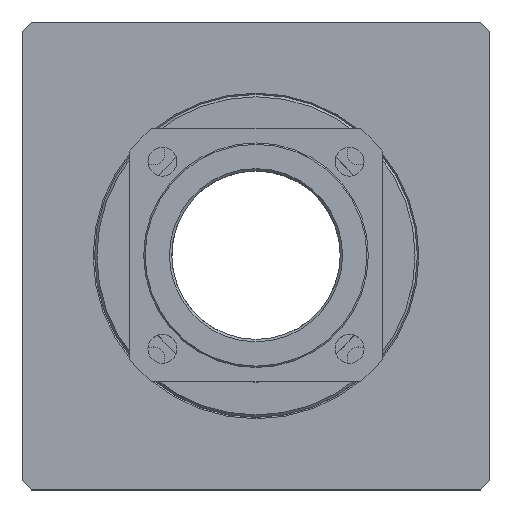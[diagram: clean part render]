
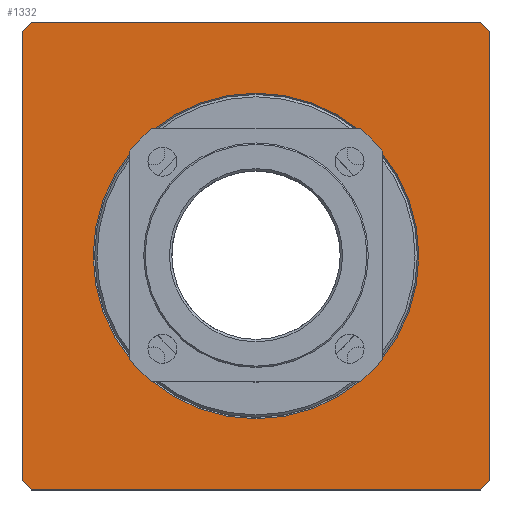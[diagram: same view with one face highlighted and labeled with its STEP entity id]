
A CAD part, top view. The second image highlights one B-rep face of the part: STEP entity #1332.
In plain terms, the highlighted planar face has unit normal (0, 0, 1).
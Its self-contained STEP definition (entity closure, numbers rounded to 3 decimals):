
#73=LINE($,#2428,#157);
#77=LINE($,#2436,#161);
#78=LINE($,#2438,#162);
#79=LINE($,#2440,#163);
#80=LINE($,#2442,#164);
#81=LINE($,#2444,#165);
#82=LINE($,#2446,#166);
#83=LINE($,#2447,#167);
#157=VECTOR($,#1782,2.828);
#161=VECTOR($,#1788,96.);
#162=VECTOR($,#1789,2.828);
#163=VECTOR($,#1790,96.);
#164=VECTOR($,#1791,2.828);
#165=VECTOR($,#1792,96.);
#166=VECTOR($,#1793,2.828);
#167=VECTOR($,#1794,96.);
#234=PLANE($,#1467);
#291=FACE_BOUND($,#466,.T.);
#352=FACE_OUTER_BOUND($,#465,.T.);
#465=EDGE_LOOP($,(#1117,#1118,#1119,#1120,#1121,#1122,#1123,#1124));
#466=EDGE_LOOP($,(#1125));
#543=CIRCLE($,#1468,34.8);
#650=VERTEX_POINT($,#2426);
#651=VERTEX_POINT($,#2427);
#654=VERTEX_POINT($,#2435);
#655=VERTEX_POINT($,#2437);
#656=VERTEX_POINT($,#2439);
#657=VERTEX_POINT($,#2441);
#658=VERTEX_POINT($,#2443);
#659=VERTEX_POINT($,#2445);
#660=VERTEX_POINT($,#2448);
#809=EDGE_CURVE($,#650,#651,#73,.T.);
#813=EDGE_CURVE($,#654,#650,#77,.T.);
#814=EDGE_CURVE($,#655,#654,#78,.T.);
#815=EDGE_CURVE($,#656,#655,#79,.T.);
#816=EDGE_CURVE($,#657,#656,#80,.T.);
#817=EDGE_CURVE($,#658,#657,#81,.T.);
#818=EDGE_CURVE($,#659,#658,#82,.T.);
#819=EDGE_CURVE($,#651,#659,#83,.T.);
#820=EDGE_CURVE($,#660,#660,#543,.T.);
#1117=ORIENTED_EDGE($,*,*,#809,.F.);
#1118=ORIENTED_EDGE($,*,*,#813,.F.);
#1119=ORIENTED_EDGE($,*,*,#814,.F.);
#1120=ORIENTED_EDGE($,*,*,#815,.F.);
#1121=ORIENTED_EDGE($,*,*,#816,.F.);
#1122=ORIENTED_EDGE($,*,*,#817,.F.);
#1123=ORIENTED_EDGE($,*,*,#818,.F.);
#1124=ORIENTED_EDGE($,*,*,#819,.F.);
#1125=ORIENTED_EDGE($,*,*,#820,.F.);
#1332=ADVANCED_FACE($,(#352,#291),#234,.T.);
#1467=AXIS2_PLACEMENT_3D($,#2434,#1786,#1787);
#1468=AXIS2_PLACEMENT_3D($,#2449,#1795,#1796);
#1782=DIRECTION($,(-0.707,0.707,0.));
#1786=DIRECTION('center_axis',(0.,0.,1.));
#1787=DIRECTION('ref_axis',(1.,0.,0.));
#1788=DIRECTION($,(-1.,0.,0.));
#1789=DIRECTION($,(-0.707,-0.707,0.));
#1790=DIRECTION($,(0.,-1.,0.));
#1791=DIRECTION($,(0.707,-0.707,0.));
#1792=DIRECTION($,(1.,0.,0.));
#1793=DIRECTION($,(0.707,0.707,0.));
#1794=DIRECTION($,(0.,1.,0.));
#1795=DIRECTION('center_axis',(0.,0.,1.));
#1796=DIRECTION('ref_axis',(-1.,0.,0.));
#2426=CARTESIAN_POINT('',(-48.,-50.,12.));
#2427=CARTESIAN_POINT('',(-50.,-48.,12.));
#2428=CARTESIAN_POINT($,(-49.,-49.,12.));
#2434=CARTESIAN_POINT('Origin',(0.,0.,12.));
#2435=CARTESIAN_POINT('',(48.,-50.,12.));
#2436=CARTESIAN_POINT($,(50.,-50.,12.));
#2437=CARTESIAN_POINT('',(50.,-48.,12.));
#2438=CARTESIAN_POINT($,(49.,-49.,12.));
#2439=CARTESIAN_POINT('',(50.,48.,12.));
#2440=CARTESIAN_POINT($,(50.,50.,12.));
#2441=CARTESIAN_POINT('',(48.,50.,12.));
#2442=CARTESIAN_POINT($,(49.,49.,12.));
#2443=CARTESIAN_POINT('',(-48.,50.,12.));
#2444=CARTESIAN_POINT($,(-50.,50.,12.));
#2445=CARTESIAN_POINT('',(-50.,48.,12.));
#2446=CARTESIAN_POINT($,(-49.,49.,12.));
#2447=CARTESIAN_POINT($,(-50.,-50.,12.));
#2448=CARTESIAN_POINT('',(34.8,0.,12.));
#2449=CARTESIAN_POINT('Origin',(0.,0.,12.));
